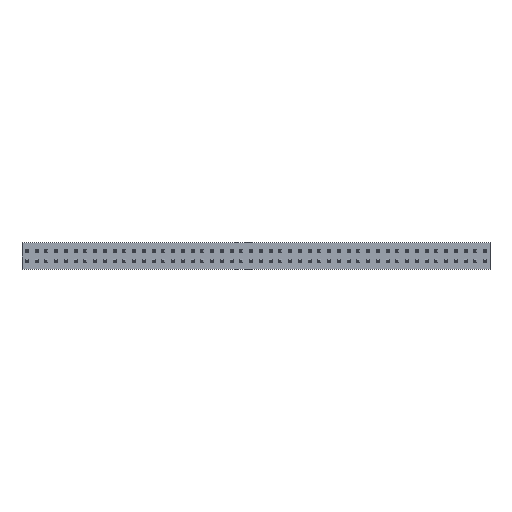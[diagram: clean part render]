
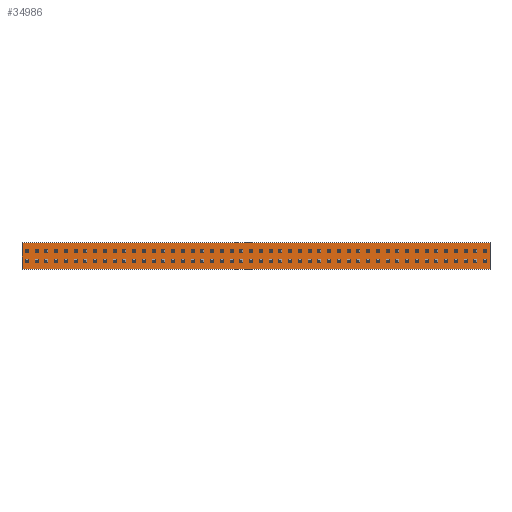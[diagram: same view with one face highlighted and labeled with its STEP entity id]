
A CAD part, top view. The second image highlights one B-rep face of the part: STEP entity #34986.
In plain terms, the highlighted face is planar.
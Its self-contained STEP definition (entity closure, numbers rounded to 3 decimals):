
#34854 = EDGE_CURVE('',#34855,#34857,#34859,.T.);
#34855 = VERTEX_POINT('',#34856);
#34856 = CARTESIAN_POINT('',(-30.48,1.778,-1.715));
#34857 = VERTEX_POINT('',#34858);
#34858 = CARTESIAN_POINT('',(-30.48,1.778,1.715));
#34859 = LINE('',#34860,#34861);
#34860 = CARTESIAN_POINT('',(-30.48,1.778,-1.715));
#34861 = VECTOR('',#34862,1.);
#34862 = DIRECTION('',(0.,0.,1.));
#34894 = EDGE_CURVE('',#34857,#34895,#34897,.T.);
#34895 = VERTEX_POINT('',#34896);
#34896 = CARTESIAN_POINT('',(30.48,1.778,1.715));
#34897 = LINE('',#34898,#34899);
#34898 = CARTESIAN_POINT('',(-30.48,1.778,1.715));
#34899 = VECTOR('',#34900,1.);
#34900 = DIRECTION('',(1.,0.,0.));
#34925 = EDGE_CURVE('',#34895,#34926,#34928,.T.);
#34926 = VERTEX_POINT('',#34927);
#34927 = CARTESIAN_POINT('',(30.48,1.778,-1.715));
#34928 = LINE('',#34929,#34930);
#34929 = CARTESIAN_POINT('',(30.48,1.778,1.715));
#34930 = VECTOR('',#34931,1.);
#34931 = DIRECTION('',(0.,0.,-1.));
#34956 = EDGE_CURVE('',#34926,#34855,#34957,.T.);
#34957 = LINE('',#34958,#34959);
#34958 = CARTESIAN_POINT('',(30.48,1.778,-1.715));
#34959 = VECTOR('',#34960,1.);
#34960 = DIRECTION('',(-1.,0.,0.));
#34986 = ADVANCED_FACE('',(#34987),#34993,.T.);
#34987 = FACE_BOUND('',#34988,.T.);
#34988 = EDGE_LOOP('',(#34989,#34990,#34991,#34992));
#34989 = ORIENTED_EDGE('',*,*,#34854,.T.);
#34990 = ORIENTED_EDGE('',*,*,#34894,.T.);
#34991 = ORIENTED_EDGE('',*,*,#34925,.T.);
#34992 = ORIENTED_EDGE('',*,*,#34956,.T.);
#34993 = PLANE('',#34994);
#34994 = AXIS2_PLACEMENT_3D('',#34995,#34996,#34997);
#34995 = CARTESIAN_POINT('',(0.,1.778,0.));
#34996 = DIRECTION('',(0.,1.,0.));
#34997 = DIRECTION('',(0.,-0.,1.));
